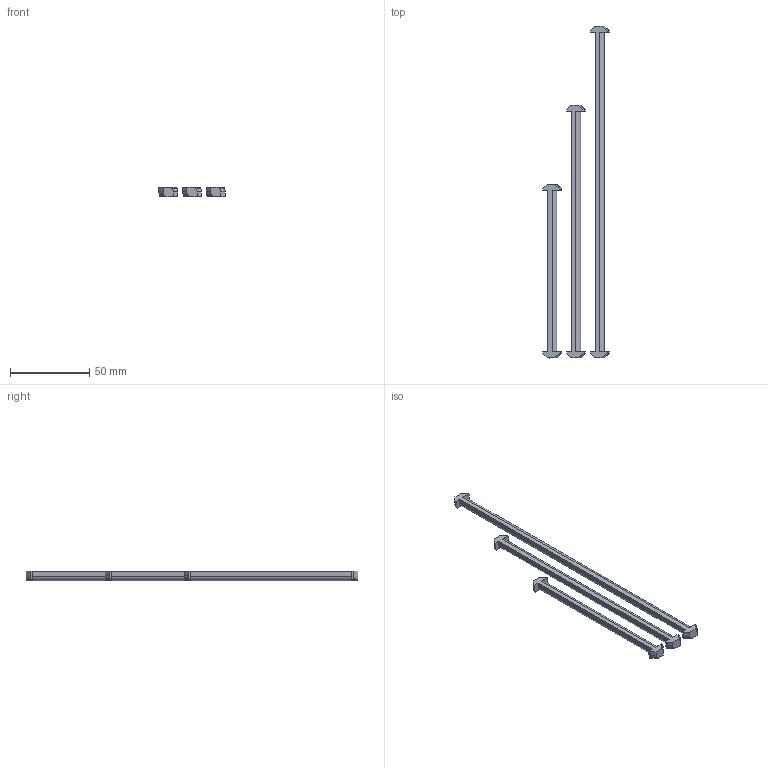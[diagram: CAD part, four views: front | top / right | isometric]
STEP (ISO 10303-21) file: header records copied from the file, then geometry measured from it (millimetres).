
FILE_DESCRIPTION(/* description */ (''),/* implementation_level */ '2;1');
FILE_NAME(/* name */ 'z-locks.step',/* time_stamp */ '2022-04-23T07:33:28-04:00',/* author */ (''),/* organization */ (''),/* preprocessor_version */ 'ST-DEVELOPER v18.1',/* originating_system */ 'Autodesk Translation Framework v10.14.0.1471',/* authorisation */ '');
FILE_SCHEMA (('AUTOMOTIVE_DESIGN { 1 0 10303 214 3 1 1 }'));
Length unit declared in the file: millimetre
Products named in the file (4): Z Locks; Z Locks 100; Z Locks 150; Z Locks 200
Assembly tree (3 placements, depth 2):
  Z Locks
    Z Locks 100
    Z Locks 150
    Z Locks 200
Bounding box: 41.8 x 209.6 x 5.8 mm (x, y, z)
Volume: 14951 mm3; surface area: 10621.4 mm2
Topology: 3 solids, 3 shells, 102 faces, 276 edges, 180 vertices
Faces by surface type: plane 54, cone 36, cylinder 12
Entity records: 3419 total; most frequent: CARTESIAN_POINT 824, ORIENTED_EDGE 552, DIRECTION 484, EDGE_CURVE 276, VERTEX_POINT 180, AXIS2_PLACEMENT_3D 164, LINE 156, VECTOR 156
